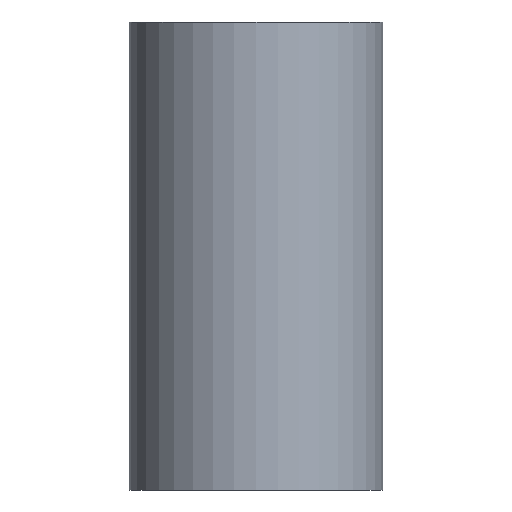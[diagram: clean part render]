
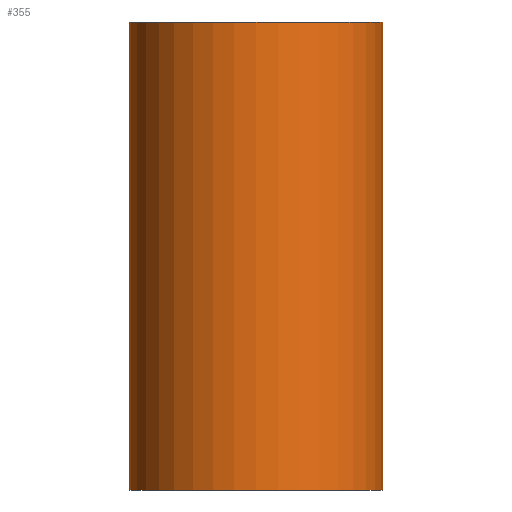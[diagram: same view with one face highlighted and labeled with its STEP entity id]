
A CAD part, front view. The second image highlights one B-rep face of the part: STEP entity #355.
In plain terms, the highlighted cylindrical face has radius 64.5 mm (diameter 129 mm), a full revolution.
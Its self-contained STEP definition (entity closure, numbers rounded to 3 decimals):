
#44=ELLIPSE('',#401,91.217,64.5);
#45=ELLIPSE('',#402,91.217,64.5);
#60=CYLINDRICAL_SURFACE('',#403,64.5);
#79=FACE_BOUND('',#142,.T.);
#80=FACE_BOUND('',#143,.T.);
#99=FACE_OUTER_BOUND('',#141,.T.);
#141=EDGE_LOOP('',(#287));
#142=EDGE_LOOP('',(#288,#289));
#143=EDGE_LOOP('',(#290));
#160=CIRCLE('',#375,64.5);
#164=CIRCLE('',#382,64.5);
#179=VERTEX_POINT('',#510);
#183=VERTEX_POINT('',#521);
#193=VERTEX_POINT('',#550);
#194=VERTEX_POINT('',#551);
#214=EDGE_CURVE('',#179,#179,#160,.T.);
#218=EDGE_CURVE('',#183,#183,#164,.T.);
#228=EDGE_CURVE('',#193,#194,#44,.T.);
#229=EDGE_CURVE('',#194,#193,#45,.T.);
#287=ORIENTED_EDGE('',*,*,#214,.F.);
#288=ORIENTED_EDGE('',*,*,#229,.T.);
#289=ORIENTED_EDGE('',*,*,#228,.T.);
#290=ORIENTED_EDGE('',*,*,#218,.F.);
#355=ADVANCED_FACE('',(#99,#79,#80),#60,.T.);
#375=AXIS2_PLACEMENT_3D('',#511,#426,#427);
#382=AXIS2_PLACEMENT_3D('',#522,#440,#441);
#401=AXIS2_PLACEMENT_3D('',#552,#478,#479);
#402=AXIS2_PLACEMENT_3D('',#553,#480,#481);
#403=AXIS2_PLACEMENT_3D('',#554,#482,#483);
#426=DIRECTION('center_axis',(0.,0.,-1.));
#427=DIRECTION('ref_axis',(-1.,0.,0.));
#440=DIRECTION('center_axis',(0.,0.,1.));
#441=DIRECTION('ref_axis',(-1.,0.,0.));
#478=DIRECTION('center_axis',(0.,-0.707,-0.707));
#479=DIRECTION('ref_axis',(0.,0.707,-0.707));
#480=DIRECTION('center_axis',(0.,-0.707,0.707));
#481=DIRECTION('ref_axis',(0.,-0.707,-0.707));
#482=DIRECTION('center_axis',(0.,0.,1.));
#483=DIRECTION('ref_axis',(-1.,0.,0.));
#510=CARTESIAN_POINT('',(64.5,0.,-119.));
#511=CARTESIAN_POINT('Origin',(0.,0.,-119.));
#521=CARTESIAN_POINT('',(64.5,0.,119.));
#522=CARTESIAN_POINT('Origin',(0.,0.,119.));
#550=CARTESIAN_POINT('',(-64.5,0.,0.));
#551=CARTESIAN_POINT('',(64.5,0.,0.));
#552=CARTESIAN_POINT('Origin',(0.,0.,0.));
#553=CARTESIAN_POINT('Origin',(0.,0.,0.));
#554=CARTESIAN_POINT('Origin',(0.,0.,0.));
